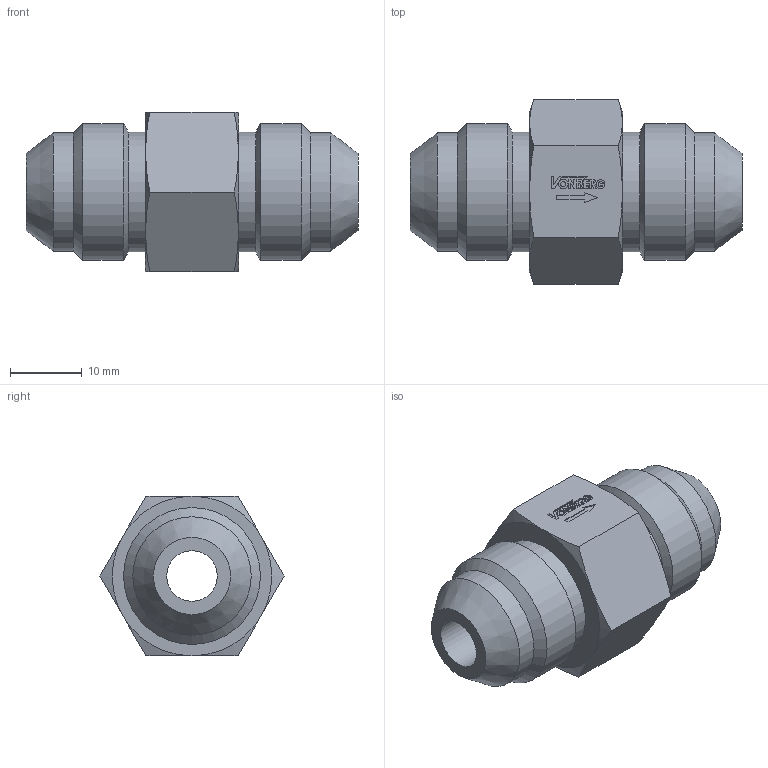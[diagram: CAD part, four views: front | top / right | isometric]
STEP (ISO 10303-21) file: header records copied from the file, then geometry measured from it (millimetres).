
FILE_DESCRIPTION((''),'2;1');
FILE_NAME('1108.stp','2014-12-29T13:59:57',('jml'),(''),'Autodesk Inventor 2010','Autodesk Inventor 2010','');
FILE_SCHEMA(('AUTOMOTIVE_DESIGN { 1 0 10303 214 1 1 1 1 }'));
Length unit declared in the file: inch
Products named in the file (1): 1108
Bounding box: 46.23 x 25.66 x 22.23 mm (x, y, z)
Volume: 11308.5 mm3; surface area: 4504.8 mm2
Topology: 1 solids, 1 shells, 133 faces, 327 edges, 211 vertices
Faces by surface type: plane 93, cylinder 22, cone 18
Full cylindrical faces by diameter (mm): 0.696 x1, 7.036 x1, 16.485 x2, 16.688 x2, 19.05 x2
Entity records: 3807 total; most frequent: CARTESIAN_POINT 704, ORIENTED_EDGE 624, DIRECTION 614, EDGE_CURVE 312, VECTOR 230, LINE 230, VERTEX_POINT 210, AXIS2_PLACEMENT_3D 192
